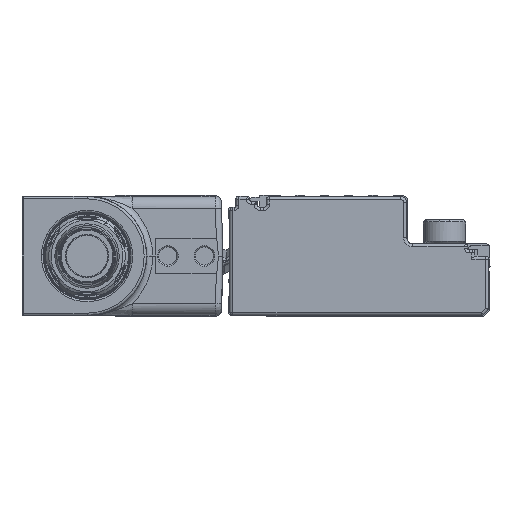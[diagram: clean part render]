
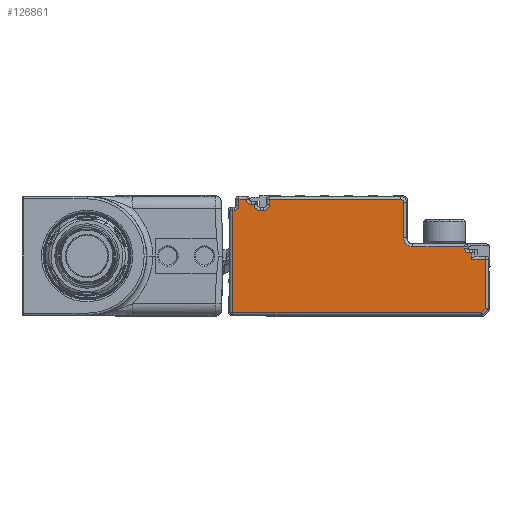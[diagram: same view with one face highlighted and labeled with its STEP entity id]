
A CAD part, left-side view. The second image highlights one B-rep face of the part: STEP entity #126861.
In plain terms, the highlighted planar face has unit normal (-1, 0, 0).
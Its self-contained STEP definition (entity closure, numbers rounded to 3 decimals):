
#124668=AXIS2_PLACEMENT_3D('Circle Axis2P3D',#124666,#124667,$) ;
#124739=AXIS2_PLACEMENT_3D('Circle Axis2P3D',#124737,#124738,$) ;
#124843=AXIS2_PLACEMENT_3D('Circle Axis2P3D',#124841,#124842,$) ;
#126755=AXIS2_PLACEMENT_3D('Plane Axis2P3D',#126752,#126753,#126754) ;
#126766=AXIS2_PLACEMENT_3D('Circle Axis2P3D',#126764,#126765,$) ;
#126787=AXIS2_PLACEMENT_3D('Circle Axis2P3D',#126785,#126786,$) ;
#126801=AXIS2_PLACEMENT_3D('Circle Axis2P3D',#126799,#126800,$) ;
#126820=AXIS2_PLACEMENT_3D('Circle Axis2P3D',#126818,#126819,$) ;
#124296=CARTESIAN_POINT('Vertex',(-428.,42.3,-7.3)) ;
#124319=CARTESIAN_POINT('Vertex',(-428.,1.407,-7.3)) ;
#124322=CARTESIAN_POINT('Line Origine',(-428.,23.168,-7.3)) ;
#124359=CARTESIAN_POINT('Vertex',(-428.,0.7,-6.593)) ;
#124362=CARTESIAN_POINT('Line Origine',(-428.,-1.246,-4.646)) ;
#124608=CARTESIAN_POINT('Line Origine',(-428.,21.5,11.3)) ;
#124612=CARTESIAN_POINT('Vertex',(-428.,40.1,11.3)) ;
#124614=CARTESIAN_POINT('Vertex',(-428.,41.3,11.3)) ;
#124666=CARTESIAN_POINT('Axis2P3D Location',(-428.,39.3,11.3)) ;
#124670=CARTESIAN_POINT('Vertex',(-428.,39.3,10.5)) ;
#124703=CARTESIAN_POINT('Vertex',(-428.,14.2,10.8)) ;
#124706=CARTESIAN_POINT('Line Origine',(-428.,14.2,2.)) ;
#124710=CARTESIAN_POINT('Vertex',(-428.,14.2,5.)) ;
#124737=CARTESIAN_POINT('Axis2P3D Location',(-428.,12.7,5.)) ;
#124741=CARTESIAN_POINT('Vertex',(-428.,12.7,3.5)) ;
#124769=CARTESIAN_POINT('Vertex',(-428.,4.2,3.5)) ;
#124777=CARTESIAN_POINT('Line Origine',(-428.,21.5,3.5)) ;
#124803=CARTESIAN_POINT('Line Origine',(-428.,4.2,2.)) ;
#124807=CARTESIAN_POINT('Vertex',(-428.,4.2,3.3)) ;
#124841=CARTESIAN_POINT('Axis2P3D Location',(-428.,3.4,3.3)) ;
#124845=CARTESIAN_POINT('Vertex',(-428.,3.4,2.5)) ;
#124873=CARTESIAN_POINT('Vertex',(-428.,3.,2.5)) ;
#124881=CARTESIAN_POINT('Line Origine',(-428.,21.5,2.5)) ;
#126709=CARTESIAN_POINT('Line Origine',(-428.,42.3,2.)) ;
#126713=CARTESIAN_POINT('Vertex',(-428.,42.3,9.5)) ;
#126737=CARTESIAN_POINT('Vertex',(-428.,0.7,1.5)) ;
#126740=CARTESIAN_POINT('Line Origine',(-428.,0.7,2.)) ;
#126752=CARTESIAN_POINT('Axis2P3D Location',(-428.,0.2,-7.8)) ;
#126757=CARTESIAN_POINT('Line Origine',(-428.,3.,2.)) ;
#126761=CARTESIAN_POINT('Vertex',(-428.,3.,1.5)) ;
#126764=CARTESIAN_POINT('Axis2P3D Location',(-428.,14.7,10.8)) ;
#126768=CARTESIAN_POINT('Vertex',(-428.,14.7,11.3)) ;
#126771=CARTESIAN_POINT('Line Origine',(-428.,25.5,11.3)) ;
#126775=CARTESIAN_POINT('Vertex',(-428.,36.3,11.3)) ;
#126778=CARTESIAN_POINT('Line Origine',(-428.,36.3,10.9)) ;
#126782=CARTESIAN_POINT('Vertex',(-428.,36.3,10.5)) ;
#126785=CARTESIAN_POINT('Axis2P3D Location',(-428.,37.3,10.5)) ;
#126789=CARTESIAN_POINT('Vertex',(-428.,37.3,9.5)) ;
#126792=CARTESIAN_POINT('Line Origine',(-428.,37.55,9.5)) ;
#126796=CARTESIAN_POINT('Vertex',(-428.,37.8,9.5)) ;
#126799=CARTESIAN_POINT('Axis2P3D Location',(-428.,37.8,10.5)) ;
#126803=CARTESIAN_POINT('Vertex',(-428.,38.8,10.5)) ;
#126806=CARTESIAN_POINT('Line Origine',(-428.,39.05,10.5)) ;
#126811=CARTESIAN_POINT('Line Origine',(-428.,41.3,10.8)) ;
#126815=CARTESIAN_POINT('Vertex',(-428.,41.3,10.3)) ;
#126818=CARTESIAN_POINT('Axis2P3D Location',(-428.,42.1,10.3)) ;
#126822=CARTESIAN_POINT('Vertex',(-428.,42.1,9.5)) ;
#126825=CARTESIAN_POINT('Line Origine',(-428.,42.2,9.5)) ;
#126830=CARTESIAN_POINT('Line Origine',(-428.,1.85,1.5)) ;
#124323=DIRECTION('Vector Direction',(0.,1.,0.)) ;
#124363=DIRECTION('Vector Direction',(0.,0.707,-0.707)) ;
#124609=DIRECTION('Vector Direction',(0.,-1.,0.)) ;
#124667=DIRECTION('Axis2P3D Direction',(1.,0.,0.)) ;
#124707=DIRECTION('Vector Direction',(0.,0.,-1.)) ;
#124738=DIRECTION('Axis2P3D Direction',(1.,0.,0.)) ;
#124778=DIRECTION('Vector Direction',(0.,-1.,0.)) ;
#124804=DIRECTION('Vector Direction',(0.,0.,1.)) ;
#124842=DIRECTION('Axis2P3D Direction',(1.,0.,0.)) ;
#124882=DIRECTION('Vector Direction',(0.,-1.,0.)) ;
#126710=DIRECTION('Vector Direction',(0.,0.,1.)) ;
#126741=DIRECTION('Vector Direction',(0.,0.,-1.)) ;
#126753=DIRECTION('Axis2P3D Direction',(-1.,0.,0.)) ;
#126754=DIRECTION('Axis2P3D XDirection',(0.,0.,1.)) ;
#126758=DIRECTION('Vector Direction',(0.,0.,1.)) ;
#126765=DIRECTION('Axis2P3D Direction',(-1.,0.,0.)) ;
#126772=DIRECTION('Vector Direction',(0.,1.,0.)) ;
#126779=DIRECTION('Vector Direction',(0.,0.,-1.)) ;
#126786=DIRECTION('Axis2P3D Direction',(-1.,0.,0.)) ;
#126793=DIRECTION('Vector Direction',(0.,1.,0.)) ;
#126800=DIRECTION('Axis2P3D Direction',(-1.,0.,0.)) ;
#126807=DIRECTION('Vector Direction',(0.,-1.,0.)) ;
#126812=DIRECTION('Vector Direction',(0.,0.,-1.)) ;
#126819=DIRECTION('Axis2P3D Direction',(-1.,0.,0.)) ;
#126826=DIRECTION('Vector Direction',(0.,1.,0.)) ;
#126831=DIRECTION('Vector Direction',(0.,1.,0.)) ;
#124324=VECTOR('Line Direction',#124323,1.) ;
#124364=VECTOR('Line Direction',#124363,1.) ;
#124610=VECTOR('Line Direction',#124609,1.) ;
#124708=VECTOR('Line Direction',#124707,1.) ;
#124779=VECTOR('Line Direction',#124778,1.) ;
#124805=VECTOR('Line Direction',#124804,1.) ;
#124883=VECTOR('Line Direction',#124882,1.) ;
#126711=VECTOR('Line Direction',#126710,1.) ;
#126742=VECTOR('Line Direction',#126741,1.) ;
#126759=VECTOR('Line Direction',#126758,1.) ;
#126773=VECTOR('Line Direction',#126772,1.) ;
#126780=VECTOR('Line Direction',#126779,1.) ;
#126794=VECTOR('Line Direction',#126793,1.) ;
#126808=VECTOR('Line Direction',#126807,1.) ;
#126813=VECTOR('Line Direction',#126812,1.) ;
#126827=VECTOR('Line Direction',#126826,1.) ;
#126832=VECTOR('Line Direction',#126831,1.) ;
#126836=ORIENTED_EDGE('',*,*,#126763,.T.) ;
#126837=ORIENTED_EDGE('',*,*,#124885,.T.) ;
#126838=ORIENTED_EDGE('',*,*,#124847,.T.) ;
#126839=ORIENTED_EDGE('',*,*,#124809,.T.) ;
#126840=ORIENTED_EDGE('',*,*,#124781,.T.) ;
#126841=ORIENTED_EDGE('',*,*,#124743,.T.) ;
#126842=ORIENTED_EDGE('',*,*,#124712,.T.) ;
#126843=ORIENTED_EDGE('',*,*,#126770,.T.) ;
#126844=ORIENTED_EDGE('',*,*,#126777,.T.) ;
#126845=ORIENTED_EDGE('',*,*,#126784,.T.) ;
#126846=ORIENTED_EDGE('',*,*,#126791,.T.) ;
#126847=ORIENTED_EDGE('',*,*,#126798,.T.) ;
#126848=ORIENTED_EDGE('',*,*,#126805,.T.) ;
#126849=ORIENTED_EDGE('',*,*,#126810,.T.) ;
#126850=ORIENTED_EDGE('',*,*,#124672,.T.) ;
#126851=ORIENTED_EDGE('',*,*,#124616,.T.) ;
#126852=ORIENTED_EDGE('',*,*,#126817,.T.) ;
#126853=ORIENTED_EDGE('',*,*,#126824,.T.) ;
#126854=ORIENTED_EDGE('',*,*,#126829,.T.) ;
#126855=ORIENTED_EDGE('',*,*,#126715,.T.) ;
#126856=ORIENTED_EDGE('',*,*,#124326,.T.) ;
#126857=ORIENTED_EDGE('',*,*,#124366,.T.) ;
#126858=ORIENTED_EDGE('',*,*,#126744,.T.) ;
#126859=ORIENTED_EDGE('',*,*,#126834,.T.) ;
#126861=ADVANCED_FACE('\X2\FF8AFF9FFF70FF82\X0\ \X2\FF8EFF9EFF83FF9EFF68FF70\X0\',(#126860),#126756,.T.) ;
#124669=CIRCLE('generated circle',#124668,0.8) ;
#124740=CIRCLE('generated circle',#124739,1.5) ;
#124844=CIRCLE('generated circle',#124843,0.8) ;
#126767=CIRCLE('generated circle',#126766,0.5) ;
#126788=CIRCLE('generated circle',#126787,1.) ;
#126802=CIRCLE('generated circle',#126801,1.) ;
#126821=CIRCLE('generated circle',#126820,0.8) ;
#124326=EDGE_CURVE('',#124297,#124320,#124325,.F.) ;
#124366=EDGE_CURVE('',#124320,#124360,#124365,.F.) ;
#124616=EDGE_CURVE('',#124613,#124615,#124611,.F.) ;
#124672=EDGE_CURVE('',#124671,#124613,#124669,.T.) ;
#124712=EDGE_CURVE('',#124711,#124704,#124709,.F.) ;
#124743=EDGE_CURVE('',#124742,#124711,#124740,.T.) ;
#124781=EDGE_CURVE('',#124770,#124742,#124780,.F.) ;
#124809=EDGE_CURVE('',#124808,#124770,#124806,.T.) ;
#124847=EDGE_CURVE('',#124846,#124808,#124844,.T.) ;
#124885=EDGE_CURVE('',#124874,#124846,#124884,.F.) ;
#126715=EDGE_CURVE('',#126714,#124297,#126712,.F.) ;
#126744=EDGE_CURVE('',#124360,#126738,#126743,.F.) ;
#126763=EDGE_CURVE('',#126762,#124874,#126760,.T.) ;
#126770=EDGE_CURVE('',#124704,#126769,#126767,.T.) ;
#126777=EDGE_CURVE('',#126769,#126776,#126774,.T.) ;
#126784=EDGE_CURVE('',#126776,#126783,#126781,.T.) ;
#126791=EDGE_CURVE('',#126783,#126790,#126788,.F.) ;
#126798=EDGE_CURVE('',#126790,#126797,#126795,.T.) ;
#126805=EDGE_CURVE('',#126797,#126804,#126802,.F.) ;
#126810=EDGE_CURVE('',#126804,#124671,#126809,.F.) ;
#126817=EDGE_CURVE('',#124615,#126816,#126814,.T.) ;
#126824=EDGE_CURVE('',#126816,#126823,#126821,.F.) ;
#126829=EDGE_CURVE('',#126823,#126714,#126828,.T.) ;
#126834=EDGE_CURVE('',#126738,#126762,#126833,.T.) ;
#126835=EDGE_LOOP('',(#126836,#126837,#126838,#126839,#126840,#126841,#126842,#126843,#126844,#126845,#126846,#126847,#126848,#126849,#126850,#126851,#126852,#126853,#126854,#126855,#126856,#126857,#126858,#126859)) ;
#126860=FACE_OUTER_BOUND('',#126835,.T.) ;
#124325=LINE('Line',#124322,#124324) ;
#124365=LINE('Line',#124362,#124364) ;
#124611=LINE('Line',#124608,#124610) ;
#124709=LINE('Line',#124706,#124708) ;
#124780=LINE('Line',#124777,#124779) ;
#124806=LINE('Line',#124803,#124805) ;
#124884=LINE('Line',#124881,#124883) ;
#126712=LINE('Line',#126709,#126711) ;
#126743=LINE('Line',#126740,#126742) ;
#126760=LINE('Line',#126757,#126759) ;
#126774=LINE('Line',#126771,#126773) ;
#126781=LINE('Line',#126778,#126780) ;
#126795=LINE('Line',#126792,#126794) ;
#126809=LINE('Line',#126806,#126808) ;
#126814=LINE('Line',#126811,#126813) ;
#126828=LINE('Line',#126825,#126827) ;
#126833=LINE('Line',#126830,#126832) ;
#126756=PLANE('',#126755) ;
#124297=VERTEX_POINT('',#124296) ;
#124320=VERTEX_POINT('',#124319) ;
#124360=VERTEX_POINT('',#124359) ;
#124613=VERTEX_POINT('',#124612) ;
#124615=VERTEX_POINT('',#124614) ;
#124671=VERTEX_POINT('',#124670) ;
#124704=VERTEX_POINT('',#124703) ;
#124711=VERTEX_POINT('',#124710) ;
#124742=VERTEX_POINT('',#124741) ;
#124770=VERTEX_POINT('',#124769) ;
#124808=VERTEX_POINT('',#124807) ;
#124846=VERTEX_POINT('',#124845) ;
#124874=VERTEX_POINT('',#124873) ;
#126714=VERTEX_POINT('',#126713) ;
#126738=VERTEX_POINT('',#126737) ;
#126762=VERTEX_POINT('',#126761) ;
#126769=VERTEX_POINT('',#126768) ;
#126776=VERTEX_POINT('',#126775) ;
#126783=VERTEX_POINT('',#126782) ;
#126790=VERTEX_POINT('',#126789) ;
#126797=VERTEX_POINT('',#126796) ;
#126804=VERTEX_POINT('',#126803) ;
#126816=VERTEX_POINT('',#126815) ;
#126823=VERTEX_POINT('',#126822) ;
